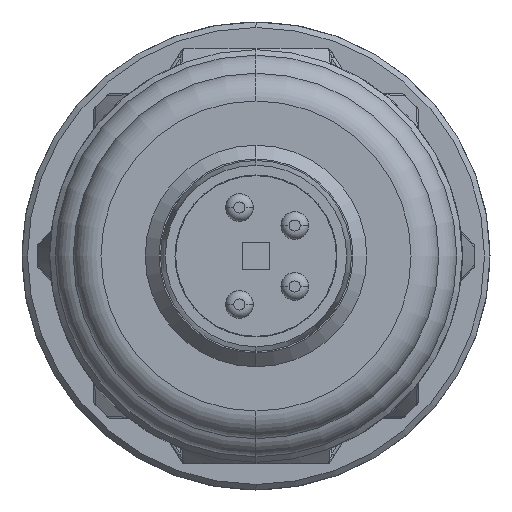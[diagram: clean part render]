
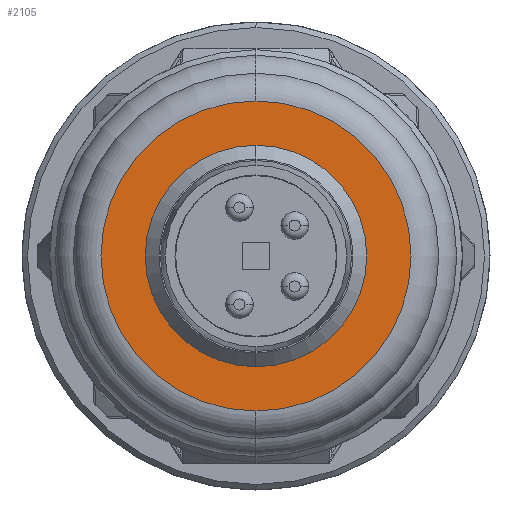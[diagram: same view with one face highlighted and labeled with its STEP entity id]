
A CAD part, left-side view. The second image highlights one B-rep face of the part: STEP entity #2105.
In plain terms, the highlighted planar face has unit normal (-1, 0, 0).
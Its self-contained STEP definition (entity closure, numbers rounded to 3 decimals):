
#2105=ADVANCED_FACE('NONE',(#4249,#4250),#4251,.F.);
#4249=FACE_OUTER_BOUND('',#8905,.T.);
#4250=FACE_BOUND('',#8906,.T.);
#4251=PLANE('',#8907);
#8905=EDGE_LOOP('',(#14797,#14798));
#8906=EDGE_LOOP('',(#14799,#14800));
#8907=AXIS2_PLACEMENT_3D('',#14801,#14802,#14803);
#14797=ORIENTED_EDGE('',*,*,#17482,.T.);
#14798=ORIENTED_EDGE('',*,*,#15777,.T.);
#14799=ORIENTED_EDGE('',*,*,#15774,.T.);
#14800=ORIENTED_EDGE('',*,*,#17483,.T.);
#14801=CARTESIAN_POINT('',(-6.82,3.5,0.0));
#14802=DIRECTION('',(1.0,0.0,0.0));
#14803=DIRECTION('',(0.0,1.0,-0.0));
#15774=EDGE_CURVE('NONE',#18583,#18581,#18584,.T.);
#15777=EDGE_CURVE('NONE',#18587,#18588,#18589,.T.);
#17482=EDGE_CURVE('NONE',#18588,#18587,#21043,.T.);
#17483=EDGE_CURVE('NONE',#18581,#18583,#21044,.T.);
#18581=VERTEX_POINT('NONE',#22657);
#18583=VERTEX_POINT('NONE',#22660);
#18584=CIRCLE('',#22661,4.);
#18587=VERTEX_POINT('NONE',#22665);
#18588=VERTEX_POINT('NONE',#22666);
#18589=CIRCLE('',#22667,5.6);
#21043=CIRCLE('',#28089,5.6);
#21044=CIRCLE('',#28090,4.);
#22657=CARTESIAN_POINT('',(-6.82,0.,4.));
#22660=CARTESIAN_POINT('',(-6.82,0.0,-4.));
#22661=AXIS2_PLACEMENT_3D('',#29041,#29042,#29043);
#22665=CARTESIAN_POINT('',(-6.82,0.,5.6));
#22666=CARTESIAN_POINT('',(-6.82,0.0,-5.6));
#22667=AXIS2_PLACEMENT_3D('',#29045,#29046,#29047);
#28089=AXIS2_PLACEMENT_3D('',#30734,#30735,#30736);
#28090=AXIS2_PLACEMENT_3D('',#30737,#30738,#30739);
#29041=CARTESIAN_POINT('',(-6.82,0.0,0.0));
#29042=DIRECTION('',(1.0,0.0,0.0));
#29043=DIRECTION('',(0.0,0.0,-1.0));
#29045=CARTESIAN_POINT('',(-6.82,0.0,0.0));
#29046=DIRECTION('',(-1.0,-0.0,-0.0));
#29047=DIRECTION('',(0.0,0.0,-1.0));
#30734=CARTESIAN_POINT('',(-6.82,0.0,0.0));
#30735=DIRECTION('',(-1.0,-0.0,-0.0));
#30736=DIRECTION('',(0.0,0.0,-1.0));
#30737=CARTESIAN_POINT('',(-6.82,0.0,0.0));
#30738=DIRECTION('',(1.0,0.0,0.0));
#30739=DIRECTION('',(0.0,0.0,-1.0));
